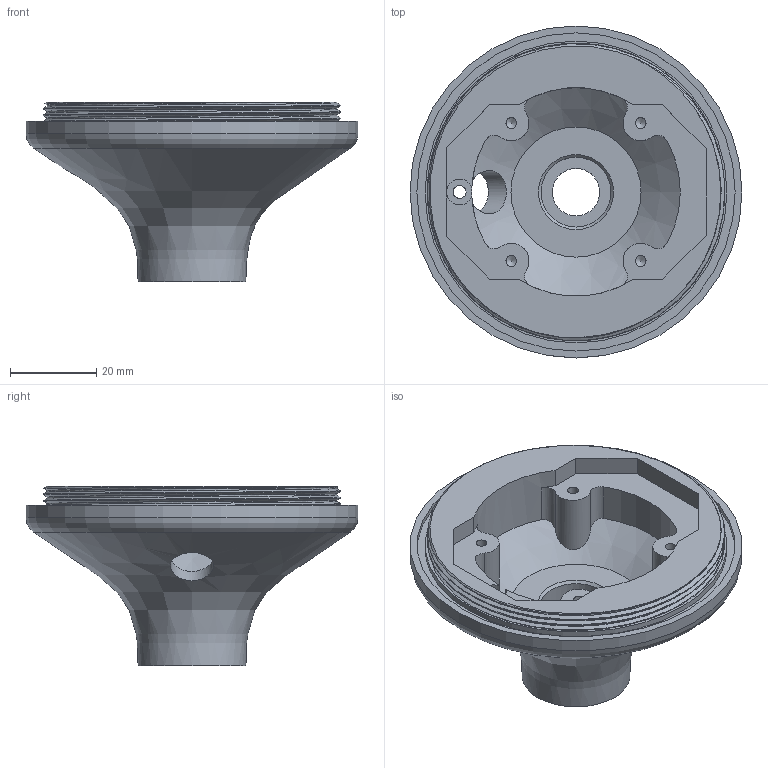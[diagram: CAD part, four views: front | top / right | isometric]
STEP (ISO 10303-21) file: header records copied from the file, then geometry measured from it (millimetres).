
FILE_DESCRIPTION(('FreeCAD Model'),'2;1');
FILE_NAME('Open CASCADE Shape Model','2025-10-20T23:46:30',(''),(''), 'Open CASCADE STEP processor 7.6','FreeCAD','Unknown');
FILE_SCHEMA(('AUTOMOTIVE_DESIGN { 1 0 10303 214 1 1 1 1 }'));
Length unit declared in the file: millimetre
Products named in the file (1): Cut002
Bounding box: 77 x 77 x 41.6 mm (x, y, z)
Volume: 49097.9 mm3; surface area: 18386 mm2
Topology: 1 solids, 1 shells, 65 faces, 169 edges, 111 vertices
Faces by surface type: cylinder 30, plane 22, cone 8, bspline 4, torus 1
Full cylindrical faces by diameter (mm): 2.5 x4, 3 x1, 10 x1, 11 x1, 13.2 x1, 16.2 x1, 70 x1, 73.8 x1, 77 x1
Entity records: 3260 total; most frequent: CARTESIAN_POINT 1671, ORIENTED_EDGE 330, DIRECTION 303, EDGE_CURVE 165, AXIS2_PLACEMENT_3D 125, VERTEX_POINT 111, FACE_BOUND 80, EDGE_LOOP 80
